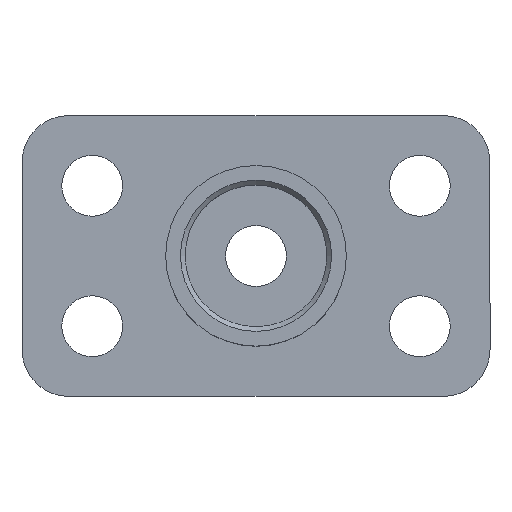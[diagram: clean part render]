
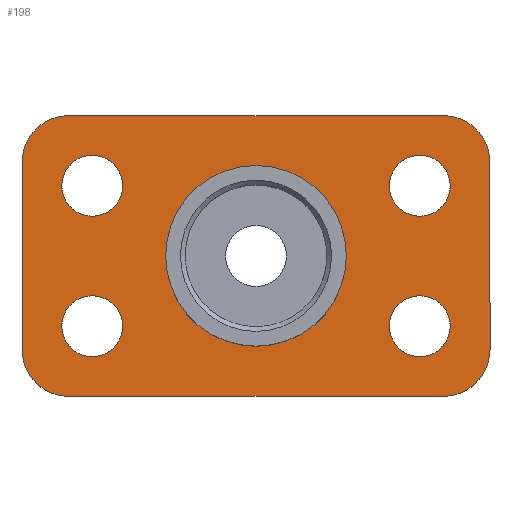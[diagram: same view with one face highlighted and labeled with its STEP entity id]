
A CAD part, top view. The second image highlights one B-rep face of the part: STEP entity #198.
In plain terms, the highlighted planar face has unit normal (0, 0, 1).
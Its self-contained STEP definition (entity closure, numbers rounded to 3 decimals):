
#68=CARTESIAN_POINT('',(0.0,0.,4.0));
#69=DIRECTION('',(0.0,0.0,1.0));
#70=DIRECTION('',(1.0,0.0,0.0));
#71=AXIS2_PLACEMENT_3D('',#68,#69,#70);
#72=PLANE('',#71);
#73=CARTESIAN_POINT('',(-40.,30.,4.0));
#74=VERTEX_POINT('',#73);
#75=CARTESIAN_POINT('',(40.,30.,4.0));
#76=VERTEX_POINT('',#75);
#77=CARTESIAN_POINT('',(-40.0,30.,4.0));
#78=DIRECTION('',(1.0,0.0,0.0));
#79=VECTOR('',#78,80.0);
#80=LINE('',#77,#79);
#81=EDGE_CURVE('',#74,#76,#80,.T.);
#82=ORIENTED_EDGE('',*,*,#81,.F.);
#83=CARTESIAN_POINT('',(-50.0,20.,4.0));
#84=VERTEX_POINT('',#83);
#85=CARTESIAN_POINT('',(-40.,20.,4.0));
#86=DIRECTION('',(0.0,0.0,-1.0));
#87=DIRECTION('',(0.0,1.0,0.0));
#88=AXIS2_PLACEMENT_3D('',#85,#86,#87);
#89=CIRCLE('',#88,10.0);
#90=EDGE_CURVE('',#84,#74,#89,.T.);
#91=ORIENTED_EDGE('',*,*,#90,.F.);
#92=CARTESIAN_POINT('',(-50.,-20.,4.0));
#93=VERTEX_POINT('',#92);
#94=CARTESIAN_POINT('',(-50.,-20.,4.0));
#95=DIRECTION('',(0.0,1.0,0.0));
#96=VECTOR('',#95,40.);
#97=LINE('',#94,#96);
#98=EDGE_CURVE('',#93,#84,#97,.T.);
#99=ORIENTED_EDGE('',*,*,#98,.F.);
#100=CARTESIAN_POINT('',(-40.,-30.,4.0));
#101=VERTEX_POINT('',#100);
#102=CARTESIAN_POINT('',(-40.,-20.,4.0));
#103=DIRECTION('',(0.0,0.0,-1.0));
#104=DIRECTION('',(-1.0,0.0,0.0));
#105=AXIS2_PLACEMENT_3D('',#102,#103,#104);
#106=CIRCLE('',#105,10.0);
#107=EDGE_CURVE('',#101,#93,#106,.T.);
#108=ORIENTED_EDGE('',*,*,#107,.F.);
#109=CARTESIAN_POINT('',(40.,-30.0,4.0));
#110=VERTEX_POINT('',#109);
#111=CARTESIAN_POINT('',(40.,-30.0,4.0));
#112=DIRECTION('',(-1.0,0.0,0.0));
#113=VECTOR('',#112,80.0);
#114=LINE('',#111,#113);
#115=EDGE_CURVE('',#110,#101,#114,.T.);
#116=ORIENTED_EDGE('',*,*,#115,.F.);
#117=CARTESIAN_POINT('',(50.,-20.0,4.0));
#118=VERTEX_POINT('',#117);
#119=CARTESIAN_POINT('',(40.,-20.0,4.0));
#120=DIRECTION('',(0.0,0.0,-1.0));
#121=DIRECTION('',(0.0,-1.0,0.0));
#122=AXIS2_PLACEMENT_3D('',#119,#120,#121);
#123=CIRCLE('',#122,10.0);
#124=EDGE_CURVE('',#118,#110,#123,.T.);
#125=ORIENTED_EDGE('',*,*,#124,.F.);
#126=CARTESIAN_POINT('',(50.,20.,4.0));
#127=VERTEX_POINT('',#126);
#128=CARTESIAN_POINT('',(50.,20.,4.0));
#129=DIRECTION('',(0.0,-1.0,0.0));
#130=VECTOR('',#129,40.0);
#131=LINE('',#128,#130);
#132=EDGE_CURVE('',#127,#118,#131,.T.);
#133=ORIENTED_EDGE('',*,*,#132,.F.);
#134=CARTESIAN_POINT('',(40.,20.,4.0));
#135=DIRECTION('',(0.0,0.0,-1.0));
#136=DIRECTION('',(1.0,0.0,0.0));
#137=AXIS2_PLACEMENT_3D('',#134,#135,#136);
#138=CIRCLE('',#137,10.0);
#139=EDGE_CURVE('',#76,#127,#138,.T.);
#140=ORIENTED_EDGE('',*,*,#139,.F.);
#141=EDGE_LOOP('',(#82,#91,#99,#108,#116,#125,#133,#140));
#142=FACE_OUTER_BOUND('',#141,.T.);
#143=CARTESIAN_POINT('',(-28.5,15.,4.0));
#144=VERTEX_POINT('',#143);
#145=CARTESIAN_POINT('',(-35.,15.,4.0));
#146=DIRECTION('',(0.0,0.0,-1.0));
#147=DIRECTION('',(1.0,0.0,0.0));
#148=AXIS2_PLACEMENT_3D('',#145,#146,#147);
#149=CIRCLE('',#148,6.5);
#150=EDGE_CURVE('',#144,#144,#149,.T.);
#151=ORIENTED_EDGE('',*,*,#150,.T.);
#152=EDGE_LOOP('',(#151));
#153=FACE_BOUND('',#152,.T.);
#154=CARTESIAN_POINT('',(-28.5,-15.,4.0));
#155=VERTEX_POINT('',#154);
#156=CARTESIAN_POINT('',(-35.,-15.,4.0));
#157=DIRECTION('',(0.0,0.0,-1.0));
#158=DIRECTION('',(1.0,0.0,0.0));
#159=AXIS2_PLACEMENT_3D('',#156,#157,#158);
#160=CIRCLE('',#159,6.5);
#161=EDGE_CURVE('',#155,#155,#160,.T.);
#162=ORIENTED_EDGE('',*,*,#161,.T.);
#163=EDGE_LOOP('',(#162));
#164=FACE_BOUND('',#163,.T.);
#165=CARTESIAN_POINT('',(41.5,-15.0,4.0));
#166=VERTEX_POINT('',#165);
#167=CARTESIAN_POINT('',(35.,-15.0,4.0));
#168=DIRECTION('',(0.0,0.0,-1.0));
#169=DIRECTION('',(1.0,0.0,0.0));
#170=AXIS2_PLACEMENT_3D('',#167,#168,#169);
#171=CIRCLE('',#170,6.5);
#172=EDGE_CURVE('',#166,#166,#171,.T.);
#173=ORIENTED_EDGE('',*,*,#172,.T.);
#174=EDGE_LOOP('',(#173));
#175=FACE_BOUND('',#174,.T.);
#176=CARTESIAN_POINT('',(41.5,15.,4.0));
#177=VERTEX_POINT('',#176);
#178=CARTESIAN_POINT('',(35.,15.,4.0));
#179=DIRECTION('',(0.0,0.0,-1.0));
#180=DIRECTION('',(1.0,0.0,0.0));
#181=AXIS2_PLACEMENT_3D('',#178,#179,#180);
#182=CIRCLE('',#181,6.5);
#183=EDGE_CURVE('',#177,#177,#182,.T.);
#184=ORIENTED_EDGE('',*,*,#183,.T.);
#185=EDGE_LOOP('',(#184));
#186=FACE_BOUND('',#185,.T.);
#187=CARTESIAN_POINT('',(-19.3,0.,4.0));
#188=VERTEX_POINT('',#187);
#189=CARTESIAN_POINT('',(0.,0.,4.0));
#190=DIRECTION('',(0.0,0.0,-1.0));
#191=DIRECTION('',(1.0,0.0,0.0));
#192=AXIS2_PLACEMENT_3D('',#189,#190,#191);
#193=CIRCLE('',#192,19.3);
#194=EDGE_CURVE('',#188,#188,#193,.T.);
#195=ORIENTED_EDGE('',*,*,#194,.T.);
#196=EDGE_LOOP('',(#195));
#197=FACE_BOUND('',#196,.T.);
#198=ADVANCED_FACE('',(#142,#153,#164,#175,#186,#197),#72,.T.);
